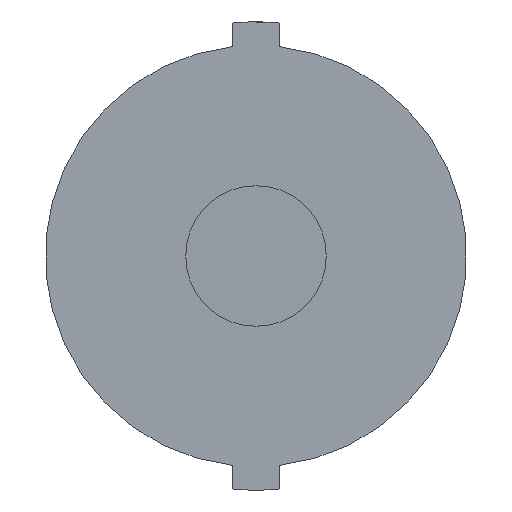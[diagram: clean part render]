
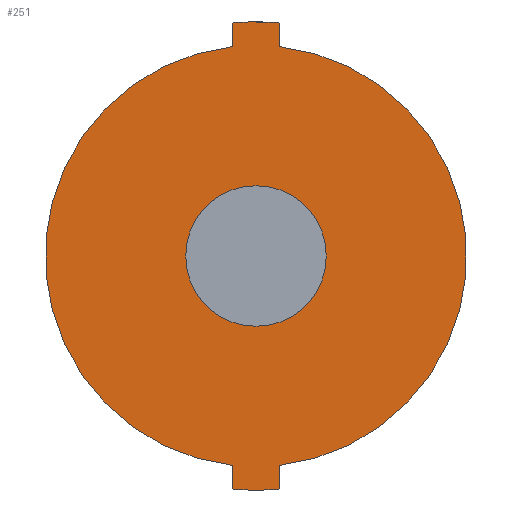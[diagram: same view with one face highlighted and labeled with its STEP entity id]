
A CAD part, left-side view. The second image highlights one B-rep face of the part: STEP entity #251.
In plain terms, the highlighted planar face has unit normal (-1, 0, 0).
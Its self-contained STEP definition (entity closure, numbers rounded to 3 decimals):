
#15=FACE_BOUND('',#64,.T.);
#18=CIRCLE('',#280,50.);
#20=CIRCLE('',#283,45.);
#21=CIRCLE('',#285,45.);
#24=CIRCLE('',#290,50.);
#25=CIRCLE('',#293,15.);
#46=FACE_OUTER_BOUND('',#63,.T.);
#63=EDGE_LOOP('',(#199,#200,#201,#202,#203,#204,#205,#206));
#64=EDGE_LOOP('',(#207));
#77=LINE('',#399,#96);
#81=LINE('',#408,#100);
#86=LINE('',#429,#105);
#89=LINE('',#438,#108);
#96=VECTOR('',#314,10.);
#100=VECTOR('',#320,10.);
#105=VECTOR('',#345,10.);
#108=VECTOR('',#356,10.);
#113=VERTEX_POINT('',#393);
#115=VERTEX_POINT('',#397);
#117=VERTEX_POINT('',#402);
#119=VERTEX_POINT('',#406);
#121=VERTEX_POINT('',#415);
#122=VERTEX_POINT('',#419);
#125=VERTEX_POINT('',#427);
#127=VERTEX_POINT('',#433);
#128=VERTEX_POINT('',#440);
#137=EDGE_CURVE('',#113,#115,#77,.T.);
#141=EDGE_CURVE('',#117,#119,#81,.T.);
#143=EDGE_CURVE('',#119,#113,#18,.T.);
#146=EDGE_CURVE('',#115,#121,#20,.T.);
#147=EDGE_CURVE('',#122,#117,#21,.T.);
#152=EDGE_CURVE('',#121,#125,#86,.T.);
#155=EDGE_CURVE('',#125,#127,#24,.T.);
#157=EDGE_CURVE('',#127,#122,#89,.T.);
#158=EDGE_CURVE('',#128,#128,#25,.T.);
#199=ORIENTED_EDGE('',*,*,#147,.T.);
#200=ORIENTED_EDGE('',*,*,#141,.T.);
#201=ORIENTED_EDGE('',*,*,#143,.T.);
#202=ORIENTED_EDGE('',*,*,#137,.T.);
#203=ORIENTED_EDGE('',*,*,#146,.T.);
#204=ORIENTED_EDGE('',*,*,#152,.T.);
#205=ORIENTED_EDGE('',*,*,#155,.T.);
#206=ORIENTED_EDGE('',*,*,#157,.T.);
#207=ORIENTED_EDGE('',*,*,#158,.F.);
#237=PLANE('',#292);
#251=ADVANCED_FACE('',(#46,#15),#237,.F.);
#280=AXIS2_PLACEMENT_3D('',#411,#325,#326);
#283=AXIS2_PLACEMENT_3D('',#417,#332,#333);
#285=AXIS2_PLACEMENT_3D('',#420,#336,#337);
#290=AXIS2_PLACEMENT_3D('',#435,#351,#352);
#292=AXIS2_PLACEMENT_3D('',#439,#357,#358);
#293=AXIS2_PLACEMENT_3D('',#441,#359,#360);
#314=DIRECTION('',(0.,0.,1.));
#320=DIRECTION('',(0.,0.,-1.));
#325=DIRECTION('center_axis',(-1.,0.,0.));
#326=DIRECTION('ref_axis',(0.,-0.1,-0.995));
#332=DIRECTION('center_axis',(-1.,0.,0.));
#333=DIRECTION('ref_axis',(0.,1.,0.));
#336=DIRECTION('center_axis',(-1.,0.,0.));
#337=DIRECTION('ref_axis',(0.,1.,0.));
#345=DIRECTION('',(0.,0.,1.));
#351=DIRECTION('center_axis',(-1.,0.,0.));
#352=DIRECTION('ref_axis',(0.,0.1,0.995));
#356=DIRECTION('',(0.,0.,-1.));
#357=DIRECTION('center_axis',(1.,0.,0.));
#358=DIRECTION('ref_axis',(0.,1.,0.));
#359=DIRECTION('center_axis',(-1.,0.,0.));
#360=DIRECTION('ref_axis',(0.,1.,0.));
#393=CARTESIAN_POINT('',(-85.,-5.,-49.749));
#397=CARTESIAN_POINT('',(-85.,-5.,-44.721));
#399=CARTESIAN_POINT('',(-85.,-5.,-49.749));
#402=CARTESIAN_POINT('',(-85.,5.,-44.721));
#406=CARTESIAN_POINT('',(-85.,5.,-49.749));
#408=CARTESIAN_POINT('',(-85.,5.,-49.749));
#411=CARTESIAN_POINT('Origin',(-85.,0.,0.));
#415=CARTESIAN_POINT('',(-85.,-5.,44.721));
#417=CARTESIAN_POINT('Origin',(-85.,0.,0.));
#419=CARTESIAN_POINT('',(-85.,5.,44.721));
#420=CARTESIAN_POINT('Origin',(-85.,0.,0.));
#427=CARTESIAN_POINT('',(-85.,-5.,49.749));
#429=CARTESIAN_POINT('',(-85.,-5.,49.749));
#433=CARTESIAN_POINT('',(-85.,5.,49.749));
#435=CARTESIAN_POINT('Origin',(-85.,0.,0.));
#438=CARTESIAN_POINT('',(-85.,5.,49.749));
#439=CARTESIAN_POINT('Origin',(-85.,0.,0.));
#440=CARTESIAN_POINT('',(-85.,-15.,0.));
#441=CARTESIAN_POINT('Origin',(-85.,0.,0.));
